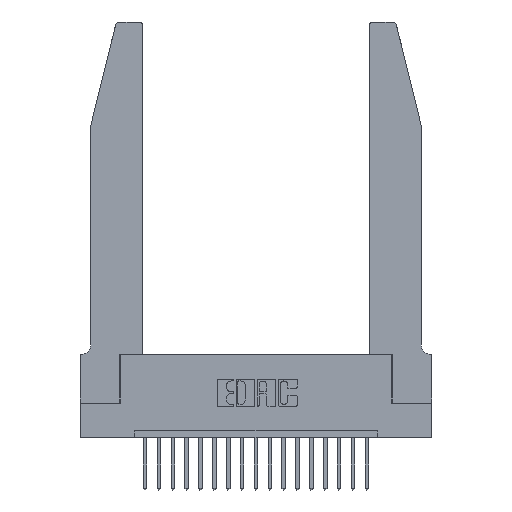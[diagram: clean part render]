
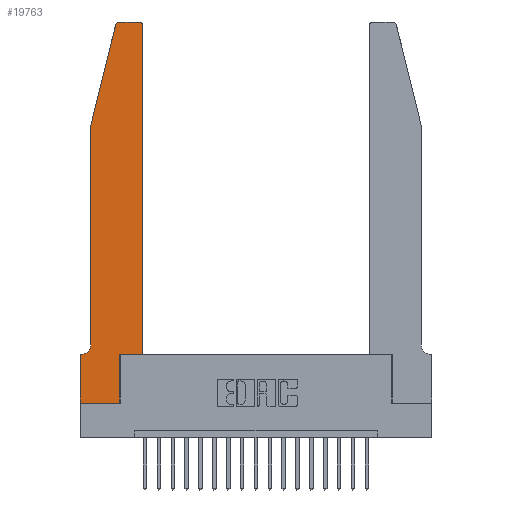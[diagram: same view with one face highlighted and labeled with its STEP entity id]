
A CAD part, top view. The second image highlights one B-rep face of the part: STEP entity #19763.
In plain terms, the highlighted planar face has unit normal (0, 0, 1).
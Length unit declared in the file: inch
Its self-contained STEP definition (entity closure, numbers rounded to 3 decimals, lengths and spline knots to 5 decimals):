
#135 = VECTOR ( 'NONE', #6971, 39.37008 ) ;
#533 = DIRECTION ( 'NONE',  ( 1., 0., 0. ) ) ;
#542 = DIRECTION ( 'NONE',  ( 0., -1., 0. ) ) ;
#957 = EDGE_CURVE ( 'NONE', #20701, #14266, #5032, .T. ) ;
#1006 = DIRECTION ( 'NONE',  ( 0., 0., 1. ) ) ;
#1136 = VERTEX_POINT ( 'NONE', #19582 ) ;
#1153 = LINE ( 'NONE', #14461, #6462 ) ;
#1181 = VERTEX_POINT ( 'NONE', #9905 ) ;
#1311 = CARTESIAN_POINT ( 'NONE',  ( 0.4505, 0.35, 0.37 ) ) ;
#1336 = CARTESIAN_POINT ( 'NONE',  ( 0.0755, 2., 0.37 ) ) ;
#1771 = CARTESIAN_POINT ( 'NONE',  ( 0.2865, 0.35, 0.37 ) ) ;
#1787 = DIRECTION ( 'NONE',  ( 1., 0., 0. ) ) ;
#1981 = VERTEX_POINT ( 'NONE', #9949 ) ;
#2103 = PLANE ( 'NONE',  #17271 ) ;
#2148 = CIRCLE ( 'NONE', #11163, 0.03 ) ;
#2323 = ORIENTED_EDGE ( 'NONE', *, *, #18103, .T. ) ;
#2750 = ORIENTED_EDGE ( 'NONE', *, *, #3388, .T. ) ;
#2929 = AXIS2_PLACEMENT_3D ( 'NONE', #20674, #2942, #11008 ) ;
#2942 = DIRECTION ( 'NONE',  ( 0., 0., -1. ) ) ;
#2976 = VERTEX_POINT ( 'NONE', #10132 ) ;
#3037 = DIRECTION ( 'NONE',  ( 1., 0., 0. ) ) ;
#3158 = LINE ( 'NONE', #16880, #20602 ) ;
#3336 = ORIENTED_EDGE ( 'NONE', *, *, #18797, .T. ) ;
#3388 = EDGE_CURVE ( 'NONE', #10370, #2976, #14346, .T. ) ;
#3412 = VECTOR ( 'NONE', #18521, 39.37008 ) ;
#3871 = VERTEX_POINT ( 'NONE', #14759 ) ;
#3889 = LINE ( 'NONE', #8065, #9231 ) ;
#4152 = CARTESIAN_POINT ( 'NONE',  ( 0.2605, 2.75, 0.37 ) ) ;
#4378 = EDGE_CURVE ( 'NONE', #4576, #3871, #13811, .T. ) ;
#4576 = VERTEX_POINT ( 'NONE', #9060 ) ;
#4837 = ORIENTED_EDGE ( 'NONE', *, *, #15802, .T. ) ;
#4851 = AXIS2_PLACEMENT_3D ( 'NONE', #7464, #1006, #15631 ) ;
#4887 = VECTOR ( 'NONE', #10674, 39.37008 ) ;
#5032 = LINE ( 'NONE', #1336, #7868 ) ;
#5112 = VERTEX_POINT ( 'NONE', #11717 ) ;
#5356 = EDGE_CURVE ( 'NONE', #1981, #20701, #1153, .T. ) ;
#5614 = EDGE_CURVE ( 'NONE', #3871, #1136, #3158, .T. ) ;
#5682 = EDGE_CURVE ( 'NONE', #2976, #1181, #8715, .T. ) ;
#5826 = EDGE_CURVE ( 'NONE', #20922, #5112, #3889, .T. ) ;
#6165 = ORIENTED_EDGE ( 'NONE', *, *, #5826, .T. ) ;
#6406 = FACE_OUTER_BOUND ( 'NONE', #9039, .T. ) ;
#6462 = VECTOR ( 'NONE', #16088, 39.37008 ) ;
#6971 = DIRECTION ( 'NONE',  ( 0., 1., 0. ) ) ;
#7270 = VERTEX_POINT ( 'NONE', #20901 ) ;
#7396 = ORIENTED_EDGE ( 'NONE', *, *, #5682, .T. ) ;
#7464 = CARTESIAN_POINT ( 'NONE',  ( 0.4205, 2.72, 0.37 ) ) ;
#7707 = ORIENTED_EDGE ( 'NONE', *, *, #5614, .T. ) ;
#7868 = VECTOR ( 'NONE', #14328, 39.37008 ) ;
#8065 = CARTESIAN_POINT ( 'NONE',  ( 0.4505, 0.35, 0.37 ) ) ;
#8544 = CARTESIAN_POINT ( 'NONE',  ( 0., 0.35, 0.37 ) ) ;
#8715 = LINE ( 'NONE', #4152, #4887 ) ;
#9039 = EDGE_LOOP ( 'NONE', ( #7396, #3336, #15950, #20021, #4837, #14585, #7707, #13629, #2323, #6165, #17940, #2750 ) ) ;
#9060 = CARTESIAN_POINT ( 'NONE',  ( 0.0055, 0.35, 0.37 ) ) ;
#9231 = VECTOR ( 'NONE', #3037, 39.37008 ) ;
#9905 = CARTESIAN_POINT ( 'NONE',  ( 0.284, 2.75, 0.37 ) ) ;
#9949 = CARTESIAN_POINT ( 'NONE',  ( 0.25487, 2.72718, 0.37 ) ) ;
#10132 = CARTESIAN_POINT ( 'NONE',  ( 0.4205, 2.75, 0.37 ) ) ;
#10370 = VERTEX_POINT ( 'NONE', #12260 ) ;
#10674 = DIRECTION ( 'NONE',  ( -1., 0., 0. ) ) ;
#11008 = DIRECTION ( 'NONE',  ( -1., 0., 0. ) ) ;
#11163 = AXIS2_PLACEMENT_3D ( 'NONE', #20720, #15999, #11256 ) ;
#11256 = DIRECTION ( 'NONE',  ( 1., 0., 0. ) ) ;
#11717 = CARTESIAN_POINT ( 'NONE',  ( 0.4505, 0.35, 0.37 ) ) ;
#12260 = CARTESIAN_POINT ( 'NONE',  ( 0.4505, 2.72, 0.37 ) ) ;
#12334 = VECTOR ( 'NONE', #15789, 39.37008 ) ;
#12447 = CARTESIAN_POINT ( 'NONE',  ( 0.0755, 0.42, 0.37 ) ) ;
#12742 = CARTESIAN_POINT ( 'NONE',  ( 0.0755, 2., 0.37 ) ) ;
#13015 = EDGE_CURVE ( 'NONE', #5112, #10370, #17894, .T. ) ;
#13563 = CARTESIAN_POINT ( 'NONE',  ( 0.0755, 0.35, 0.37 ) ) ;
#13629 = ORIENTED_EDGE ( 'NONE', *, *, #16730, .T. ) ;
#13811 = LINE ( 'NONE', #13563, #3412 ) ;
#14266 = VERTEX_POINT ( 'NONE', #12447 ) ;
#14328 = DIRECTION ( 'NONE',  ( 0., -1., 0. ) ) ;
#14346 = CIRCLE ( 'NONE', #4851, 0.03 ) ;
#14461 = CARTESIAN_POINT ( 'NONE',  ( 0.0755, 2., 0.37 ) ) ;
#14585 = ORIENTED_EDGE ( 'NONE', *, *, #4378, .T. ) ;
#14759 = CARTESIAN_POINT ( 'NONE',  ( 0., 0.35, 0.37 ) ) ;
#15631 = DIRECTION ( 'NONE',  ( 1., 0., 0. ) ) ;
#15789 = DIRECTION ( 'NONE',  ( 0., 1., 0. ) ) ;
#15802 = EDGE_CURVE ( 'NONE', #14266, #4576, #18557, .T. ) ;
#15950 = ORIENTED_EDGE ( 'NONE', *, *, #5356, .T. ) ;
#15999 = DIRECTION ( 'NONE',  ( 0., 0., 1. ) ) ;
#16073 = LINE ( 'NONE', #19747, #135 ) ;
#16088 = DIRECTION ( 'NONE',  ( -0.239, -0.971, 0. ) ) ;
#16494 = VECTOR ( 'NONE', #1787, 39.37008 ) ;
#16730 = EDGE_CURVE ( 'NONE', #1136, #7270, #17508, .T. ) ;
#16880 = CARTESIAN_POINT ( 'NONE',  ( 0., 0., 0.37 ) ) ;
#17271 = AXIS2_PLACEMENT_3D ( 'NONE', #8544, #19986, #533 ) ;
#17508 = LINE ( 'NONE', #18022, #16494 ) ;
#17894 = LINE ( 'NONE', #1311, #12334 ) ;
#17940 = ORIENTED_EDGE ( 'NONE', *, *, #13015, .T. ) ;
#18022 = CARTESIAN_POINT ( 'NONE',  ( 0., 0., 0.37 ) ) ;
#18103 = EDGE_CURVE ( 'NONE', #7270, #20922, #16073, .T. ) ;
#18521 = DIRECTION ( 'NONE',  ( -1., 0., 0. ) ) ;
#18557 = CIRCLE ( 'NONE', #2929, 0.07 ) ;
#18797 = EDGE_CURVE ( 'NONE', #1181, #1981, #2148, .T. ) ;
#19582 = CARTESIAN_POINT ( 'NONE',  ( 0., 0., 0.37 ) ) ;
#19747 = CARTESIAN_POINT ( 'NONE',  ( 0.2865, 0.35, 0.37 ) ) ;
#19763 = ADVANCED_FACE ( 'NONE', ( #6406 ), #2103, .T. ) ;
#19986 = DIRECTION ( 'NONE',  ( 0., 0., 1. ) ) ;
#20021 = ORIENTED_EDGE ( 'NONE', *, *, #957, .T. ) ;
#20602 = VECTOR ( 'NONE', #542, 39.37008 ) ;
#20674 = CARTESIAN_POINT ( 'NONE',  ( 0.0055, 0.42, 0.37 ) ) ;
#20701 = VERTEX_POINT ( 'NONE', #12742 ) ;
#20720 = CARTESIAN_POINT ( 'NONE',  ( 0.284, 2.72, 0.37 ) ) ;
#20901 = CARTESIAN_POINT ( 'NONE',  ( 0.2865, 0., 0.37 ) ) ;
#20922 = VERTEX_POINT ( 'NONE', #1771 ) ;
